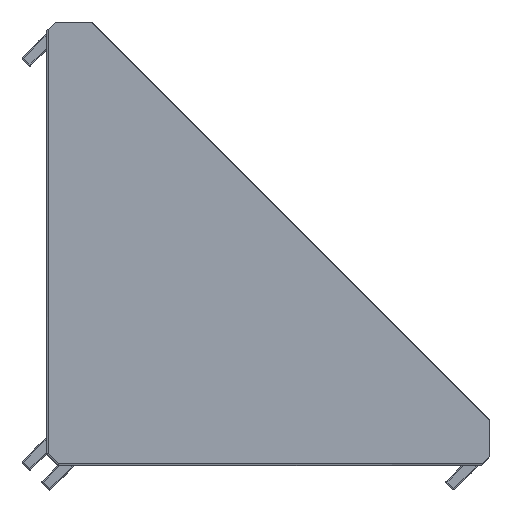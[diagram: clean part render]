
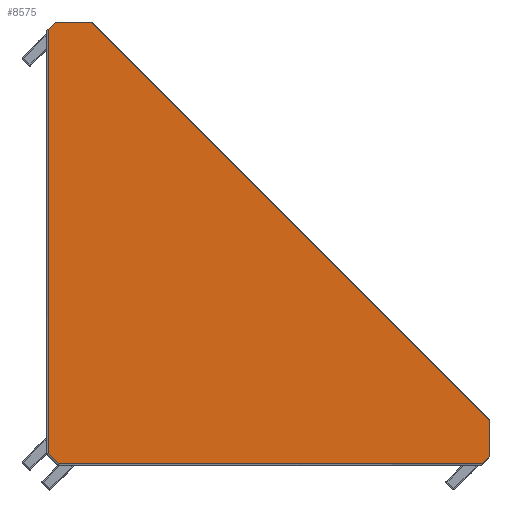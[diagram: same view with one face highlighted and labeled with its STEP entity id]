
A CAD part, left-side view. The second image highlights one B-rep face of the part: STEP entity #8575.
In plain terms, the highlighted planar face has unit normal (-1, 0, 0).
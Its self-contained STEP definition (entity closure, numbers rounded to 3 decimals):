
#4815=CARTESIAN_POINT('',(0.0,-2.124,-75.7));
#4816=VERTEX_POINT('',#4815);
#4872=CARTESIAN_POINT('',(0.0,-74.8,-75.7));
#4873=VERTEX_POINT('',#4872);
#4881=CARTESIAN_POINT('',(0.0,-74.8,-75.7));
#4882=DIRECTION('',(0.0,1.0,0.0));
#4883=VECTOR('',#4882,72.676);
#4884=LINE('',#4881,#4883);
#4885=EDGE_CURVE('',#4873,#4816,#4884,.T.);
#4902=CARTESIAN_POINT('',(0.0,-0.3,-73.876));
#4903=VERTEX_POINT('',#4902);
#4935=CARTESIAN_POINT('',(0.0,-0.3,-1.2));
#4936=VERTEX_POINT('',#4935);
#4946=CARTESIAN_POINT('',(0.0,-0.3,-73.876));
#4947=DIRECTION('',(0.0,0.0,1.0));
#4948=VECTOR('',#4947,72.676);
#4949=LINE('',#4946,#4948);
#4950=EDGE_CURVE('',#4903,#4936,#4949,.T.);
#4985=CARTESIAN_POINT('',(0.0,-2.124,-75.7));
#4986=DIRECTION('',(0.0,0.707,0.707));
#4987=VECTOR('',#4986,2.58);
#4988=LINE('',#4985,#4987);
#4989=EDGE_CURVE('',#4816,#4903,#4988,.T.);
#8469=CARTESIAN_POINT('',(0.0,-1.5,0.));
#8470=VERTEX_POINT('',#8469);
#8471=CARTESIAN_POINT('',(0.0,-0.3,-1.2));
#8472=DIRECTION('',(0.0,-0.707,0.707));
#8473=VECTOR('',#8472,1.697);
#8474=LINE('',#8471,#8473);
#8475=EDGE_CURVE('',#4936,#8470,#8474,.T.);
#8500=CARTESIAN_POINT('',(0.0,-7.8,0.));
#8501=VERTEX_POINT('',#8500);
#8502=CARTESIAN_POINT('',(0.0,-1.5,0.));
#8503=DIRECTION('',(0.0,-1.0,0.0));
#8504=VECTOR('',#8503,6.3);
#8505=LINE('',#8502,#8504);
#8506=EDGE_CURVE('',#8470,#8501,#8505,.T.);
#8541=CARTESIAN_POINT('',(0.0,-28.602,-47.398));
#8542=DIRECTION('',(1.0,0.0,0.0));
#8543=DIRECTION('',(0.0,0.0,-1.0));
#8544=AXIS2_PLACEMENT_3D('',#8541,#8542,#8543);
#8545=PLANE('',#8544);
#8546=ORIENTED_EDGE('',*,*,#4885,.F.);
#8547=CARTESIAN_POINT('',(0.0,-76.,-74.5));
#8548=VERTEX_POINT('',#8547);
#8549=CARTESIAN_POINT('',(0.0,-76.,-74.5));
#8550=DIRECTION('',(0.0,0.707,-0.707));
#8551=VECTOR('',#8550,1.697);
#8552=LINE('',#8549,#8551);
#8553=EDGE_CURVE('',#8548,#4873,#8552,.T.);
#8554=ORIENTED_EDGE('',*,*,#8553,.F.);
#8555=CARTESIAN_POINT('',(0.0,-76.,-68.2));
#8556=VERTEX_POINT('',#8555);
#8557=CARTESIAN_POINT('',(0.0,-76.,-68.2));
#8558=DIRECTION('',(0.0,0.0,-1.0));
#8559=VECTOR('',#8558,6.3);
#8560=LINE('',#8557,#8559);
#8561=EDGE_CURVE('',#8556,#8548,#8560,.T.);
#8562=ORIENTED_EDGE('',*,*,#8561,.F.);
#8563=CARTESIAN_POINT('',(0.0,-7.8,0.0));
#8564=DIRECTION('',(0.0,-0.707,-0.707));
#8565=VECTOR('',#8564,96.449);
#8566=LINE('',#8563,#8565);
#8567=EDGE_CURVE('',#8501,#8556,#8566,.T.);
#8568=ORIENTED_EDGE('',*,*,#8567,.F.);
#8569=ORIENTED_EDGE('',*,*,#8506,.F.);
#8570=ORIENTED_EDGE('',*,*,#8475,.F.);
#8571=ORIENTED_EDGE('',*,*,#4950,.F.);
#8572=ORIENTED_EDGE('',*,*,#4989,.F.);
#8573=EDGE_LOOP('',(#8546,#8554,#8562,#8568,#8569,#8570,#8571,#8572));
#8574=FACE_OUTER_BOUND('',#8573,.T.);
#8575=ADVANCED_FACE('',(#8574),#8545,.F.);
